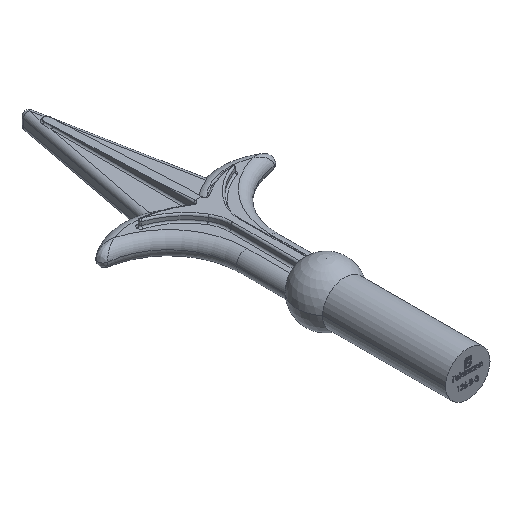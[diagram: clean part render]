
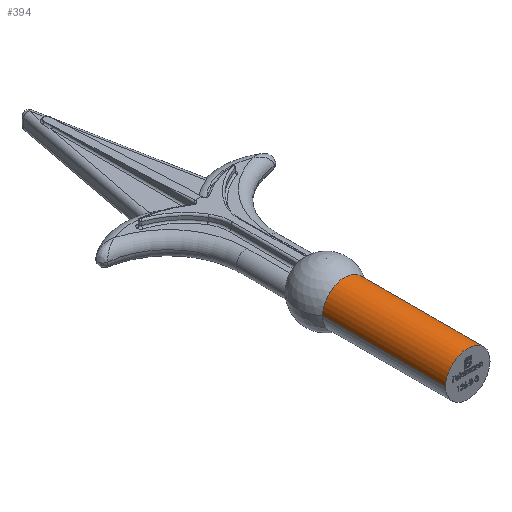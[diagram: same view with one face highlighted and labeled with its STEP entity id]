
A CAD part, isometric view. The second image highlights one B-rep face of the part: STEP entity #394.
In plain terms, the highlighted cylindrical face has radius 6.5 mm (diameter 13 mm), a partial arc.
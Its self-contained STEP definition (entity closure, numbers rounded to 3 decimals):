
#394 = ADVANCED_FACE ( 'NONE', ( #9636 ), #15488, .T. ) ;
#972 = DIRECTION ( 'NONE',  ( 0., 1., 0. ) ) ;
#1145 = CARTESIAN_POINT ( 'NONE',  ( 0., -10.954, 0. ) ) ;
#1278 = VERTEX_POINT ( 'NONE', #5687 ) ;
#2244 = ORIENTED_EDGE ( 'NONE', *, *, #4660, .F. ) ;
#2293 = CARTESIAN_POINT ( 'NONE',  ( 0., -47., 0. ) ) ;
#2734 = VECTOR ( 'NONE', #11185, 1000. ) ;
#2834 = VERTEX_POINT ( 'NONE', #17426 ) ;
#3592 = ORIENTED_EDGE ( 'NONE', *, *, #6093, .F. ) ;
#3655 = DIRECTION ( 'NONE',  ( -1., 0., 0. ) ) ;
#4660 = EDGE_CURVE ( 'NONE', #1278, #2834, #9613, .T. ) ;
#4754 = VECTOR ( 'NONE', #10822, 1000. ) ;
#4808 = ORIENTED_EDGE ( 'NONE', *, *, #9376, .T. ) ;
#5223 = DIRECTION ( 'NONE',  ( -1., 0., 0. ) ) ;
#5687 = CARTESIAN_POINT ( 'NONE',  ( -6.5, -47., 0. ) ) ;
#5840 = CARTESIAN_POINT ( 'NONE',  ( 0., 3.023, 0. ) ) ;
#5852 = CARTESIAN_POINT ( 'NONE',  ( -6.5, 3.023, 0. ) ) ;
#6093 = EDGE_CURVE ( 'NONE', #2834, #12326, #11930, .T. ) ;
#7316 = AXIS2_PLACEMENT_3D ( 'NONE', #1145, #7760, #5223 ) ;
#7437 = AXIS2_PLACEMENT_3D ( 'NONE', #2293, #972, #3655 ) ;
#7760 = DIRECTION ( 'NONE',  ( 0., 1., 0. ) ) ;
#8144 = CIRCLE ( 'NONE', #7437, 6.5 ) ;
#8546 = CARTESIAN_POINT ( 'NONE',  ( 6.5, -10.954, 0. ) ) ;
#9376 = EDGE_CURVE ( 'NONE', #9980, #12326, #11415, .T. ) ;
#9613 = LINE ( 'NONE', #5852, #2734 ) ;
#9636 = FACE_OUTER_BOUND ( 'NONE', #17566, .T. ) ;
#9980 = VERTEX_POINT ( 'NONE', #14869 ) ;
#10822 = DIRECTION ( 'NONE',  ( 0., 1., 0. ) ) ;
#11185 = DIRECTION ( 'NONE',  ( 0., 1., 0. ) ) ;
#11408 = DIRECTION ( 'NONE',  ( 0., 1., 0. ) ) ;
#11415 = LINE ( 'NONE', #12079, #4754 ) ;
#11930 = CIRCLE ( 'NONE', #7316, 6.5 ) ;
#12079 = CARTESIAN_POINT ( 'NONE',  ( 6.5, 3.023, 0. ) ) ;
#12326 = VERTEX_POINT ( 'NONE', #8546 ) ;
#14179 = EDGE_CURVE ( 'NONE', #1278, #9980, #8144, .T. ) ;
#14523 = ORIENTED_EDGE ( 'NONE', *, *, #14179, .T. ) ;
#14869 = CARTESIAN_POINT ( 'NONE',  ( 6.5, -47., 0. ) ) ;
#15488 = CYLINDRICAL_SURFACE ( 'NONE', #17104, 6.5 ) ;
#16888 = DIRECTION ( 'NONE',  ( -1., 0., 0. ) ) ;
#17104 = AXIS2_PLACEMENT_3D ( 'NONE', #5840, #11408, #16888 ) ;
#17426 = CARTESIAN_POINT ( 'NONE',  ( -6.5, -10.954, 0. ) ) ;
#17566 = EDGE_LOOP ( 'NONE', ( #14523, #4808, #3592, #2244 ) ) ;
